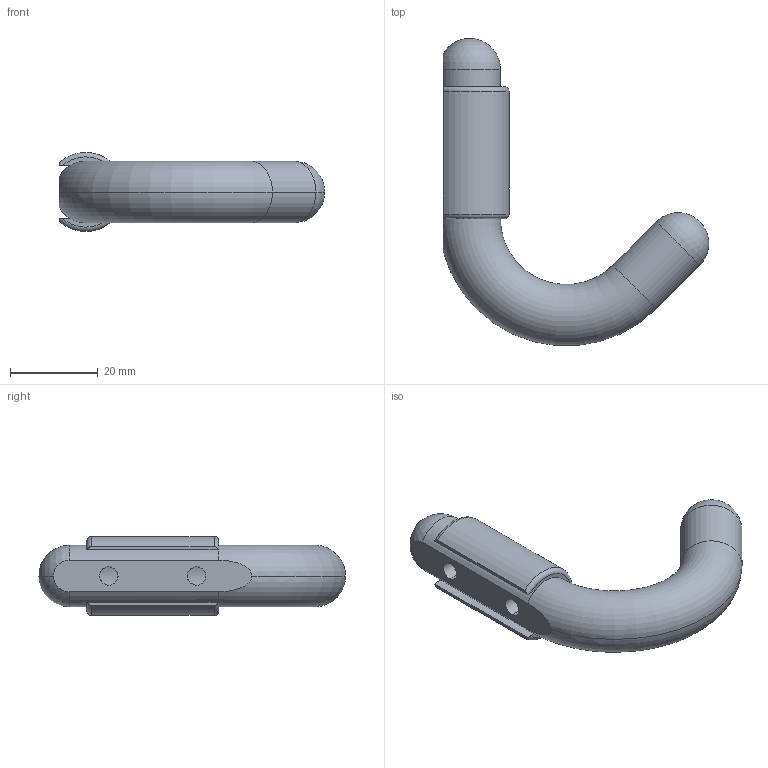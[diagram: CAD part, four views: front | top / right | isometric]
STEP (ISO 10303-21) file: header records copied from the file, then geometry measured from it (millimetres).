
FILE_DESCRIPTION(('Creo Elements/Direct Modeling STEP Export'),'2;1');
FILE_NAME('0488.stp','2018-11-16T12:30:02',(''),(''),'Creo Elements/Direct Modeling STEP processor for AP214 (Solid Model)','Creo Elements/Direct Modeling 20.0 12-Nov-2016 (C) Parametric Technology GmbH','');
FILE_SCHEMA(('AUTOMOTIVE_DESIGN { 1 0 10303 214 1 1 1 1 }'));
Length unit declared in the file: millimetre
Products named in the file (1): 0488
Bounding box: 60.43 x 69.89 x 17.98 mm (x, y, z)
Volume: 18413.9 mm3; surface area: 5979.8 mm2
Topology: 1 solids, 1 shells, 25 faces, 63 edges, 38 vertices
Faces by surface type: cylinder 10, plane 7, torus 4, sphere 4
Entity records: 1951 total; most frequent: CARTESIAN_POINT 1374, ORIENTED_EDGE 118, DIRECTION 106, EDGE_CURVE 59, AXIS2_PLACEMENT_3D 44, VERTEX_POINT 38, EDGE_LOOP 27, FACE_OUTER_BOUND 25
